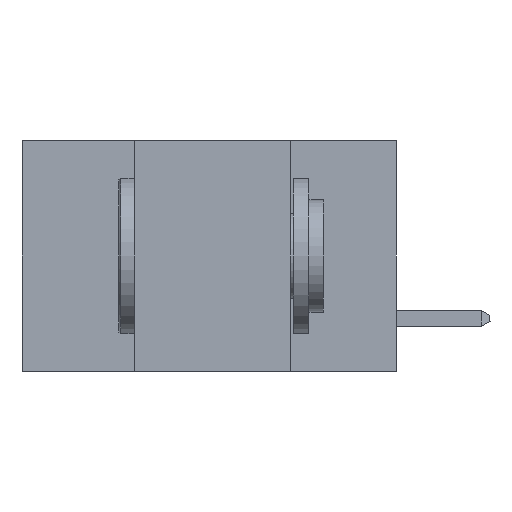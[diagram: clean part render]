
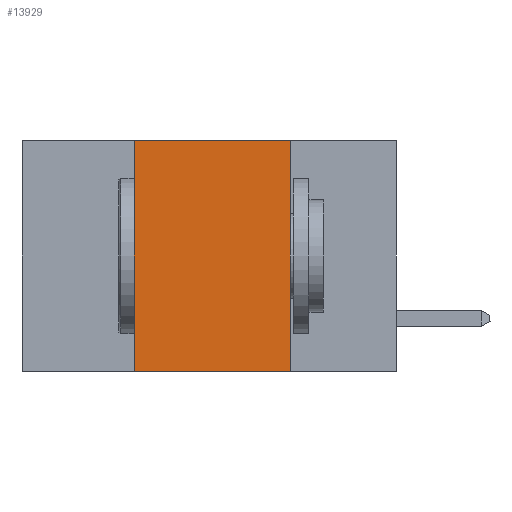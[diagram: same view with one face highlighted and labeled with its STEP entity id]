
A CAD part, left-side view. The second image highlights one B-rep face of the part: STEP entity #13929.
In plain terms, the highlighted planar face has unit normal (-1, 0, 0).
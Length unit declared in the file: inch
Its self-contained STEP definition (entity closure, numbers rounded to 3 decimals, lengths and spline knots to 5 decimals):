
#109 = AXIS2_PLACEMENT_3D ( 'NONE', #1692, #3480, #15917 ) ;
#448 = ORIENTED_EDGE ( 'NONE', *, *, #21671, .F. ) ;
#645 = CARTESIAN_POINT ( 'NONE',  ( 0., 0.6, 0. ) ) ;
#692 = LINE ( 'NONE', #21767, #10137 ) ;
#947 = VECTOR ( 'NONE', #9590, 39.37008 ) ;
#1275 = LINE ( 'NONE', #645, #14886 ) ;
#1505 = LINE ( 'NONE', #5933, #947 ) ;
#1682 = VERTEX_POINT ( 'NONE', #13173 ) ;
#1692 = CARTESIAN_POINT ( 'NONE',  ( 0., 0.6, 0. ) ) ;
#2144 = CARTESIAN_POINT ( 'NONE',  ( 0., 0.17, 0. ) ) ;
#2431 = DIRECTION ( 'NONE',  ( 0., -1., 0. ) ) ;
#3480 = DIRECTION ( 'NONE',  ( 1., 0., 0. ) ) ;
#4795 = LINE ( 'NONE', #18848, #22412 ) ;
#5933 = CARTESIAN_POINT ( 'NONE',  ( 0., 0.17, 0. ) ) ;
#7372 = CARTESIAN_POINT ( 'NONE',  ( 0., 0.17, -0.37 ) ) ;
#9328 = EDGE_CURVE ( 'NONE', #14937, #1682, #692, .T. ) ;
#9339 = ORIENTED_EDGE ( 'NONE', *, *, #9328, .F. ) ;
#9590 = DIRECTION ( 'NONE',  ( 0., 0., -1. ) ) ;
#10137 = VECTOR ( 'NONE', #21599, 39.37008 ) ;
#10215 = EDGE_CURVE ( 'NONE', #14937, #15208, #4795, .T. ) ;
#13173 = CARTESIAN_POINT ( 'NONE',  ( 0., 0.42, 0. ) ) ;
#13929 = ADVANCED_FACE ( 'NONE', ( #21757 ), #22789, .F. ) ;
#14886 = VECTOR ( 'NONE', #2431, 39.37008 ) ;
#14937 = VERTEX_POINT ( 'NONE', #17311 ) ;
#15208 = VERTEX_POINT ( 'NONE', #7372 ) ;
#15917 = DIRECTION ( 'NONE',  ( 0., 0., -1. ) ) ;
#16027 = EDGE_CURVE ( 'NONE', #17756, #15208, #1505, .T. ) ;
#17311 = CARTESIAN_POINT ( 'NONE',  ( 0., 0.42, -0.37 ) ) ;
#17664 = ORIENTED_EDGE ( 'NONE', *, *, #10215, .T. ) ;
#17756 = VERTEX_POINT ( 'NONE', #2144 ) ;
#18795 = DIRECTION ( 'NONE',  ( 0., -1., 0. ) ) ;
#18848 = CARTESIAN_POINT ( 'NONE',  ( 0., 0.6, -0.37 ) ) ;
#19306 = ORIENTED_EDGE ( 'NONE', *, *, #16027, .F. ) ;
#21469 = EDGE_LOOP ( 'NONE', ( #19306, #448, #9339, #17664 ) ) ;
#21599 = DIRECTION ( 'NONE',  ( 0., 0., 1. ) ) ;
#21671 = EDGE_CURVE ( 'NONE', #1682, #17756, #1275, .T. ) ;
#21757 = FACE_OUTER_BOUND ( 'NONE', #21469, .T. ) ;
#21767 = CARTESIAN_POINT ( 'NONE',  ( 0., 0.42, 0. ) ) ;
#22412 = VECTOR ( 'NONE', #18795, 39.37008 ) ;
#22789 = PLANE ( 'NONE',  #109 ) ;
